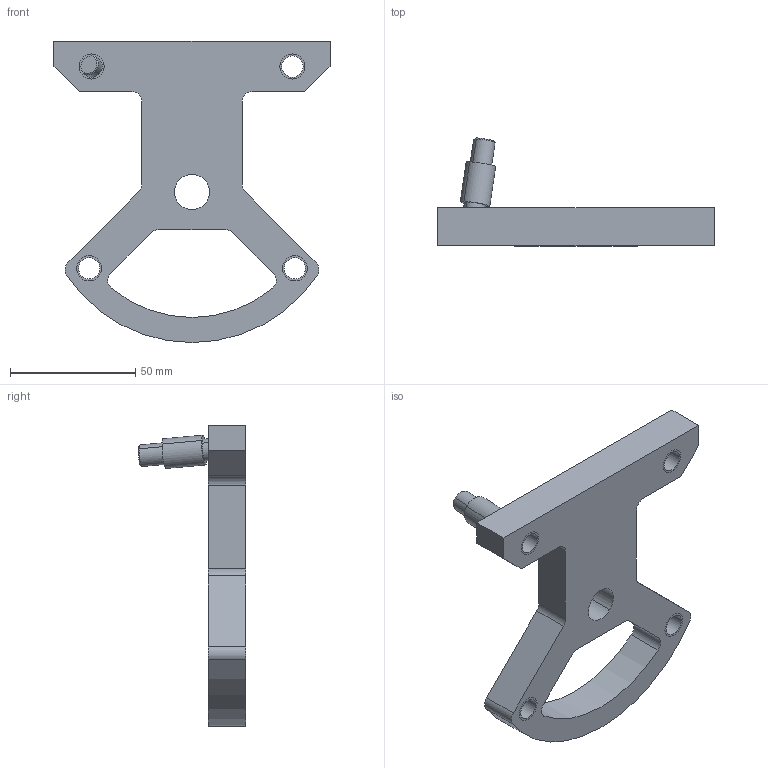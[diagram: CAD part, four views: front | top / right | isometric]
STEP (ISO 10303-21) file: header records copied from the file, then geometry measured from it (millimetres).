
FILE_DESCRIPTION((''),'2;1');
FILE_NAME('COMPOUND_SOLID_ASM','2018-08-08T13:02:05',('Chang'),(''),'CREO PARAMETRIC BY PTC INC, 2017380','CREO PARAMETRIC BY PTC INC, 2017380','');
FILE_SCHEMA(('CONFIG_CONTROL_DESIGN'));
Length unit declared in the file: millimetre
Products named in the file (3): LF064-01; LF064-02; COMPOUND_SOLID_ASM
Assembly tree (2 placements, depth 2):
  COMPOUND_SOLID_ASM
    LF064-01
    LF064-02
Bounding box: 110 x 42.87 x 120 mm (x, y, z)
Volume: 92612.1 mm3; surface area: 26501.1 mm2
Topology: 2 solids, 6 shells, 64 faces, 166 edges, 112 vertices
Faces by surface type: cylinder 36, plane 24, cone 4
Entity records: 2119 total; most frequent: DIRECTION 392, CARTESIAN_POINT 349, ORIENTED_EDGE 316, EDGE_CURVE 166, AXIS2_PLACEMENT_3D 155, VERTEX_POINT 112, CIRCLE 84, VECTOR 82
